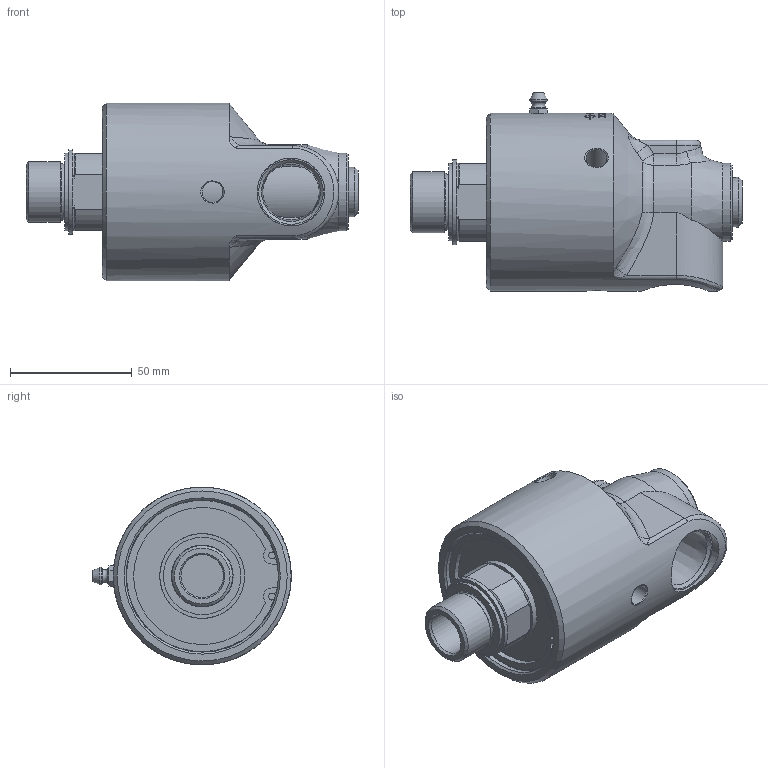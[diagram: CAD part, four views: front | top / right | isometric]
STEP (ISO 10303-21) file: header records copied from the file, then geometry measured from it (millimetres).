
FILE_DESCRIPTION(/* description */ (''),/* implementation_level */ '2;1');
FILE_NAME(/* name */ '257-045-425-IC.stp',/* time_stamp */ '2020-06-04T13:56:11-05:00',/* author */ ('GALINDOLM'),/* organization */ (''),/* preprocessor_version */ 'ST-DEVELOPER v18',/* originating_system */ 'Autodesk Inventor 2020',/* authorisation */ '');
FILE_SCHEMA (('AUTOMOTIVE_DESIGN { 1 0 10303 214 3 1 1 }'));
Length unit declared in the file: millimetre
Products named in the file (1): 257-045-425-IC
Bounding box: 136.22 x 81.38 x 73 mm (x, y, z)
Volume: 307262.1 mm3; surface area: 37462.3 mm2
Topology: 1 solids, 1 shells, 474 faces, 1263 edges, 833 vertices
Faces by surface type: bspline 214, plane 139, cylinder 69, cone 44, torus 6, sphere 2
Full cylindrical faces by diameter (mm): 2.794 x2, 8.6 x3, 17.5 x1, 24.968 x1, 25.4 x1, 27.8 x1, 31.8 x1, 32 x1, 34.8 x2, 62.5 x1, 73 x1
Entity records: 22452 total; most frequent: CARTESIAN_POINT 11739, ORIENTED_EDGE 2526, DIRECTION 1590, EDGE_CURVE 1263, VERTEX_POINT 833, AXIS2_PLACEMENT_3D 576, EDGE_LOOP 516, B_SPLINE_CURVE_WITH_KNOTS 474
